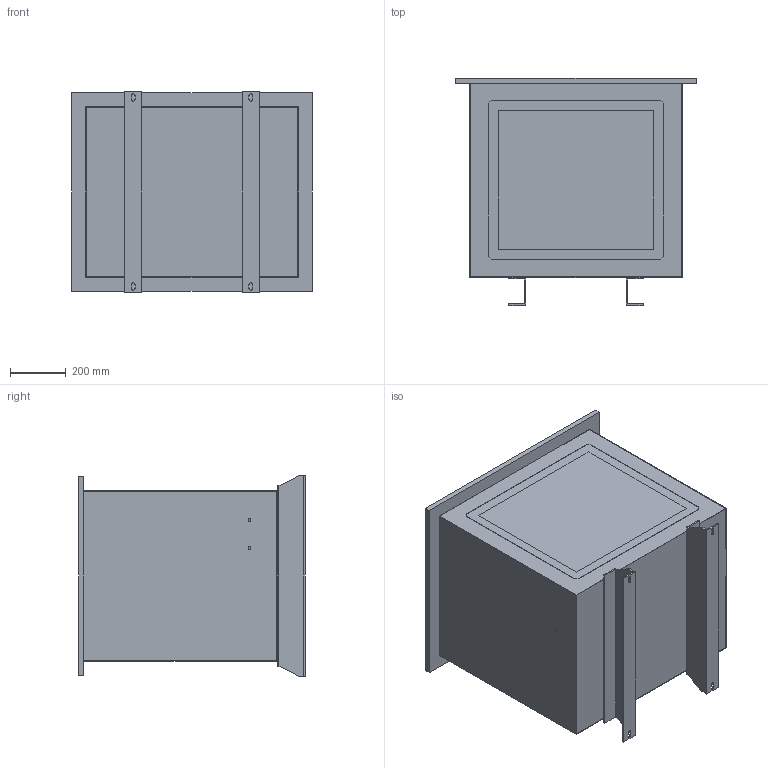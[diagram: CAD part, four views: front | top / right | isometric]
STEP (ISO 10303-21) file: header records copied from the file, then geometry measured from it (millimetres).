
FILE_DESCRIPTION (( 'STEP AP214' ), '1' );
FILE_NAME ('299866.STEP', '2020-09-28T06:31:01', ( '' ), ( '' ), 'SwSTEP 2.0', 'SolidWorks 2018', '' );
FILE_SCHEMA (( 'AUTOMOTIVE_DESIGN' ));
Length unit declared in the file: millimetre
Products named in the file (1): 299866
Bounding box: 860 x 810.2 x 715 mm (x, y, z)
Volume: 16066193.4 mm3; surface area: 6436850.6 mm2
Topology: 2 solids, 2 shells, 87 faces, 232 edges, 152 vertices
Faces by surface type: plane 71, cylinder 16
Entity records: 2741 total; most frequent: CARTESIAN_POINT 472, ORIENTED_EDGE 464, DIRECTION 440, EDGE_CURVE 232, LINE 200, VECTOR 200, VERTEX_POINT 152, AXIS2_PLACEMENT_3D 120
